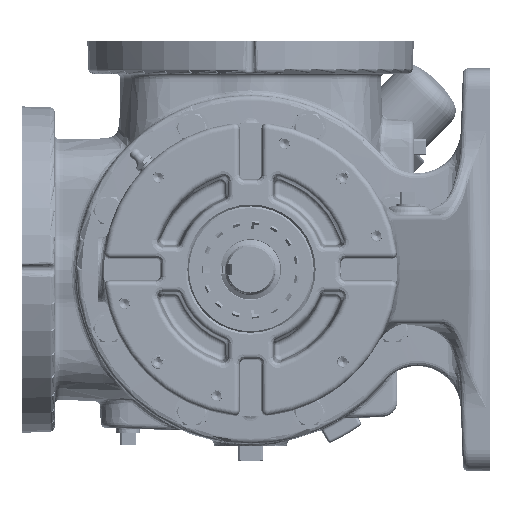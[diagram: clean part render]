
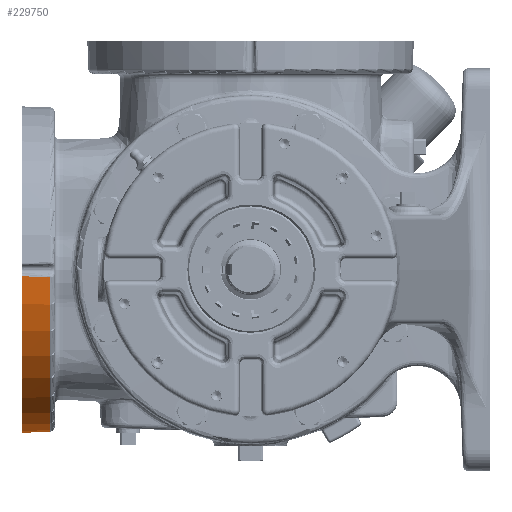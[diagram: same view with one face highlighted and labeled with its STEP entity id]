
A CAD part, left-side view. The second image highlights one B-rep face of the part: STEP entity #229750.
In plain terms, the highlighted conical face has half-angle 2 degrees and reference radius 95.463 mm.
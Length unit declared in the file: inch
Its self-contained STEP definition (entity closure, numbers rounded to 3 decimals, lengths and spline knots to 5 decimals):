
#221 = EDGE_CURVE ( 'NONE', #93385, #282872, #275231, .T. ) ;
#20184 = CARTESIAN_POINT ( 'NONE',  ( -0.94405, 4.61581, -0.16826 ) ) ;
#23175 = DIRECTION ( 'NONE',  ( 0., 1., 0. ) ) ;
#55977 = AXIS2_PLACEMENT_3D ( 'NONE', #58618, #23175, #308483 ) ;
#57518 = CONICAL_SURFACE ( 'NONE', #283301, 3.75838, 0.035 ) ;
#58618 = CARTESIAN_POINT ( 'NONE',  ( 2.78, 4.61581, 0. ) ) ;
#60553 = VERTEX_POINT ( 'NONE', #107578 ) ;
#63615 = AXIS2_PLACEMENT_3D ( 'NONE', #319968, #161792, #288701 ) ;
#80314 = ORIENTED_EDGE ( 'NONE', *, *, #225468, .T. ) ;
#83178 = DIRECTION ( 'NONE',  ( 0.035, 0.999, 0. ) ) ;
#93385 = VERTEX_POINT ( 'NONE', #278675 ) ;
#107578 = CARTESIAN_POINT ( 'NONE',  ( 6.53, 5.25, 0. ) ) ;
#116072 = CARTESIAN_POINT ( 'NONE',  ( -0.95922, 5.03861, -0.15956 ) ) ;
#132101 = CARTESIAN_POINT ( 'NONE',  ( -0.9668, 5.25, -0.15489 ) ) ;
#161792 = DIRECTION ( 'NONE',  ( 0., 1., 0. ) ) ;
#163548 = CARTESIAN_POINT ( 'NONE',  ( -0.94405, 4.61581, -0.16826 ) ) ;
#200207 = CARTESIAN_POINT ( 'NONE',  ( 2.78, 5.49, 0. ) ) ;
#203247 = EDGE_CURVE ( 'NONE', #60553, #320954, #262962, .T. ) ;
#225468 = EDGE_CURVE ( 'NONE', #282872, #320954, #359276, .T. ) ;
#229750 = ADVANCED_FACE ( 'NONE', ( #291880 ), #57518, .T. ) ;
#237679 = DIRECTION ( 'NONE',  ( 0., 1., 0. ) ) ;
#262962 = CIRCLE ( 'NONE', #63615, 3.75 ) ;
#275231 = CIRCLE ( 'NONE', #55977, 3.72785 ) ;
#278675 = CARTESIAN_POINT ( 'NONE',  ( 6.50785, 4.61581, 0. ) ) ;
#282872 = VERTEX_POINT ( 'NONE', #163548 ) ;
#283301 = AXIS2_PLACEMENT_3D ( 'NONE', #200207, #237679, #339602 ) ;
#288596 = ORIENTED_EDGE ( 'NONE', *, *, #221, .T. ) ;
#288701 = DIRECTION ( 'NONE',  ( 1., 0., 0. ) ) ;
#291880 = FACE_OUTER_BOUND ( 'NONE', #350454, .T. ) ;
#295344 = ORIENTED_EDGE ( 'NONE', *, *, #406887, .F. ) ;
#307951 = CARTESIAN_POINT ( 'NONE',  ( 6.53838, 5.49, 0. ) ) ;
#308483 = DIRECTION ( 'NONE',  ( -1., 0., 0. ) ) ;
#319968 = CARTESIAN_POINT ( 'NONE',  ( 2.78, 5.25, 0. ) ) ;
#320954 = VERTEX_POINT ( 'NONE', #132101 ) ;
#339602 = DIRECTION ( 'NONE',  ( 1., 0., 0. ) ) ;
#350454 = EDGE_LOOP ( 'NONE', ( #295344, #288596, #80314, #407708 ) ) ;
#359276 = B_SPLINE_CURVE_WITH_KNOTS ( 'NONE', 3,
 ( #20184, #401483, #116072, #370126 ),
 .UNSPECIFIED., .F., .F.,
 ( 4, 4 ),
 ( 0., 0.01612 ),
 .UNSPECIFIED. ) ;
#366467 = LINE ( 'NONE', #307951, #397995 ) ;
#370126 = CARTESIAN_POINT ( 'NONE',  ( -0.9668, 5.25, -0.15489 ) ) ;
#397995 = VECTOR ( 'NONE', #83178, 39.37008 ) ;
#401483 = CARTESIAN_POINT ( 'NONE',  ( -0.95164, 4.82721, -0.164 ) ) ;
#406887 = EDGE_CURVE ( 'NONE', #93385, #60553, #366467, .T. ) ;
#407708 = ORIENTED_EDGE ( 'NONE', *, *, #203247, .F. ) ;
